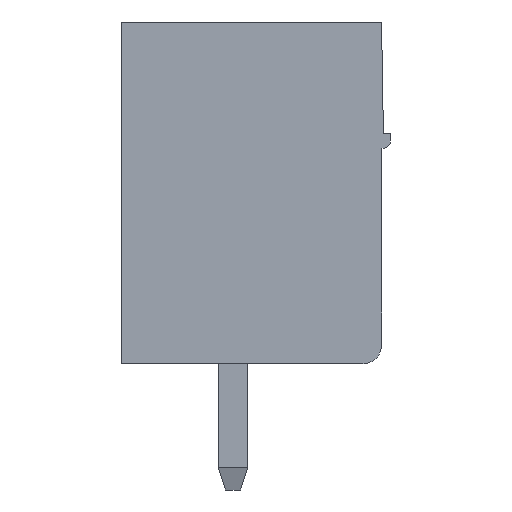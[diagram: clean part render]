
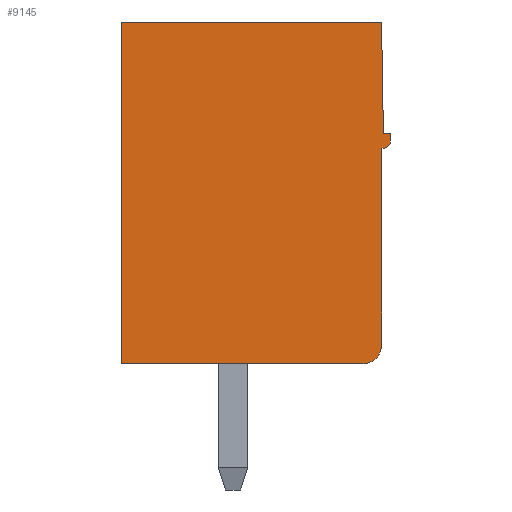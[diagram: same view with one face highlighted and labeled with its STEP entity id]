
A CAD part, left-side view. The second image highlights one B-rep face of the part: STEP entity #9145.
In plain terms, the highlighted planar face has unit normal (-1, 0, 0).
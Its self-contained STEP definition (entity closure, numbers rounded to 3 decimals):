
#268 = ORIENTED_EDGE ( 'NONE', *, *, #3630, .F. ) ;
#300 = CARTESIAN_POINT ( 'NONE',  ( -25.4, 0.2, 5.8 ) ) ;
#1275 = VERTEX_POINT ( 'NONE', #5273 ) ;
#1392 = EDGE_CURVE ( 'NONE', #20687, #10204, #13398, .T. ) ;
#1463 = LINE ( 'NONE', #18467, #13571 ) ;
#1989 = LINE ( 'NONE', #9870, #12612 ) ;
#2132 = ORIENTED_EDGE ( 'NONE', *, *, #1392, .F. ) ;
#2370 = DIRECTION ( 'NONE',  ( 0., 0.017, 1. ) ) ;
#3489 = DIRECTION ( 'NONE',  ( 0., 1., 0. ) ) ;
#3603 = LINE ( 'NONE', #20732, #8163 ) ;
#3630 = EDGE_CURVE ( 'NONE', #24170, #23443, #8695, .T. ) ;
#3843 = ORIENTED_EDGE ( 'NONE', *, *, #20945, .T. ) ;
#3953 = ORIENTED_EDGE ( 'NONE', *, *, #10224, .F. ) ;
#4650 = ORIENTED_EDGE ( 'NONE', *, *, #22110, .T. ) ;
#4895 = ORIENTED_EDGE ( 'NONE', *, *, #22306, .F. ) ;
#5025 = AXIS2_PLACEMENT_3D ( 'NONE', #19032, #13152, #22907 ) ;
#5273 = CARTESIAN_POINT ( 'NONE',  ( -25.4, 7.24, 0. ) ) ;
#5523 = PLANE ( 'NONE',  #5025 ) ;
#5836 = CARTESIAN_POINT ( 'NONE',  ( -25.4, 0., 6.2 ) ) ;
#5849 = CIRCLE ( 'NONE', #22243, 0.2 ) ;
#6226 = CARTESIAN_POINT ( 'NONE',  ( -25.4, 7.24, 0. ) ) ;
#6469 = VECTOR ( 'NONE', #22534, 1000. ) ;
#6765 = VERTEX_POINT ( 'NONE', #11936 ) ;
#7260 = VECTOR ( 'NONE', #23936, 1000. ) ;
#7363 = VECTOR ( 'NONE', #17981, 1000. ) ;
#8057 = EDGE_LOOP ( 'NONE', ( #4895, #9369, #16615, #3843, #16384, #3953, #268, #4650, #17465, #2132 ) ) ;
#8163 = VECTOR ( 'NONE', #3489, 1000. ) ;
#8273 = DIRECTION ( 'NONE',  ( 0., 0., 1. ) ) ;
#8484 = AXIS2_PLACEMENT_3D ( 'NONE', #9008, #14519, #10757 ) ;
#8695 = LINE ( 'NONE', #22071, #7260 ) ;
#8924 = VECTOR ( 'NONE', #8273, 1000. ) ;
#9008 = CARTESIAN_POINT ( 'NONE',  ( -25.4, 0.74, 0.5 ) ) ;
#9145 = ADVANCED_FACE ( 'NONE', ( #15278 ), #5523, .T. ) ;
#9364 = CARTESIAN_POINT ( 'NONE',  ( -25.4, 0.24, 0.5 ) ) ;
#9369 = ORIENTED_EDGE ( 'NONE', *, *, #14924, .T. ) ;
#9870 = CARTESIAN_POINT ( 'NONE',  ( -25.4, 0.19, 6.2 ) ) ;
#10144 = LINE ( 'NONE', #17779, #8924 ) ;
#10204 = VERTEX_POINT ( 'NONE', #18792 ) ;
#10224 = EDGE_CURVE ( 'NONE', #23443, #15965, #5849, .T. ) ;
#10355 = LINE ( 'NONE', #6226, #7363 ) ;
#10588 = VERTEX_POINT ( 'NONE', #9364 ) ;
#10751 = LINE ( 'NONE', #14514, #24738 ) ;
#10757 = DIRECTION ( 'NONE',  ( 0., -1., 0. ) ) ;
#11936 = CARTESIAN_POINT ( 'NONE',  ( -25.4, 0.24, 5.8 ) ) ;
#12030 = EDGE_CURVE ( 'NONE', #15567, #10204, #1989, .T. ) ;
#12612 = VECTOR ( 'NONE', #2370, 1000. ) ;
#12926 = DIRECTION ( 'NONE',  ( 1., 0., 0. ) ) ;
#13152 = DIRECTION ( 'NONE',  ( -1., 0., 0. ) ) ;
#13338 = CARTESIAN_POINT ( 'NONE',  ( -25.4, 0.74, 0. ) ) ;
#13398 = LINE ( 'NONE', #18901, #6469 ) ;
#13571 = VECTOR ( 'NONE', #22234, 1000. ) ;
#14514 = CARTESIAN_POINT ( 'NONE',  ( -25.4, 3.62, 0. ) ) ;
#14519 = DIRECTION ( 'NONE',  ( -1., 0., 0. ) ) ;
#14924 = EDGE_CURVE ( 'NONE', #1275, #21554, #10751, .T. ) ;
#15278 = FACE_OUTER_BOUND ( 'NONE', #8057, .T. ) ;
#15310 = EDGE_CURVE ( 'NONE', #6765, #15965, #1463, .T. ) ;
#15567 = VERTEX_POINT ( 'NONE', #17463 ) ;
#15965 = VERTEX_POINT ( 'NONE', #300 ) ;
#16305 = CARTESIAN_POINT ( 'NONE',  ( -25.4, 7.24, 9.2 ) ) ;
#16384 = ORIENTED_EDGE ( 'NONE', *, *, #15310, .T. ) ;
#16615 = ORIENTED_EDGE ( 'NONE', *, *, #19987, .T. ) ;
#17463 = CARTESIAN_POINT ( 'NONE',  ( -25.4, 0.19, 6.2 ) ) ;
#17465 = ORIENTED_EDGE ( 'NONE', *, *, #12030, .T. ) ;
#17779 = CARTESIAN_POINT ( 'NONE',  ( -25.4, 0.24, 0. ) ) ;
#17981 = DIRECTION ( 'NONE',  ( 0., 0., 1. ) ) ;
#18467 = CARTESIAN_POINT ( 'NONE',  ( -25.4, 0., 5.8 ) ) ;
#18792 = CARTESIAN_POINT ( 'NONE',  ( -25.4, 0.24, 9.2 ) ) ;
#18901 = CARTESIAN_POINT ( 'NONE',  ( -25.4, 3.62, 9.2 ) ) ;
#19032 = CARTESIAN_POINT ( 'NONE',  ( -25.4, 7.24, 0. ) ) ;
#19662 = CARTESIAN_POINT ( 'NONE',  ( -25.4, 0., 6. ) ) ;
#19671 = CIRCLE ( 'NONE', #8484, 0.5 ) ;
#19987 = EDGE_CURVE ( 'NONE', #21554, #10588, #19671, .T. ) ;
#20687 = VERTEX_POINT ( 'NONE', #16305 ) ;
#20732 = CARTESIAN_POINT ( 'NONE',  ( -25.4, 0.19, 6.2 ) ) ;
#20945 = EDGE_CURVE ( 'NONE', #10588, #6765, #10144, .T. ) ;
#21554 = VERTEX_POINT ( 'NONE', #13338 ) ;
#22009 = DIRECTION ( 'NONE',  ( 0., -1., 0. ) ) ;
#22071 = CARTESIAN_POINT ( 'NONE',  ( -25.4, 0., 0. ) ) ;
#22110 = EDGE_CURVE ( 'NONE', #24170, #15567, #3603, .T. ) ;
#22234 = DIRECTION ( 'NONE',  ( 0., -1., 0. ) ) ;
#22243 = AXIS2_PLACEMENT_3D ( 'NONE', #24296, #12926, #24546 ) ;
#22306 = EDGE_CURVE ( 'NONE', #1275, #20687, #10355, .T. ) ;
#22534 = DIRECTION ( 'NONE',  ( 0., -1., 0. ) ) ;
#22907 = DIRECTION ( 'NONE',  ( 0., 0., 1. ) ) ;
#23443 = VERTEX_POINT ( 'NONE', #19662 ) ;
#23936 = DIRECTION ( 'NONE',  ( 0., 0., -1. ) ) ;
#24170 = VERTEX_POINT ( 'NONE', #5836 ) ;
#24296 = CARTESIAN_POINT ( 'NONE',  ( -25.4, 0.2, 6. ) ) ;
#24546 = DIRECTION ( 'NONE',  ( 0., 1., 0. ) ) ;
#24738 = VECTOR ( 'NONE', #22009, 1000. ) ;
